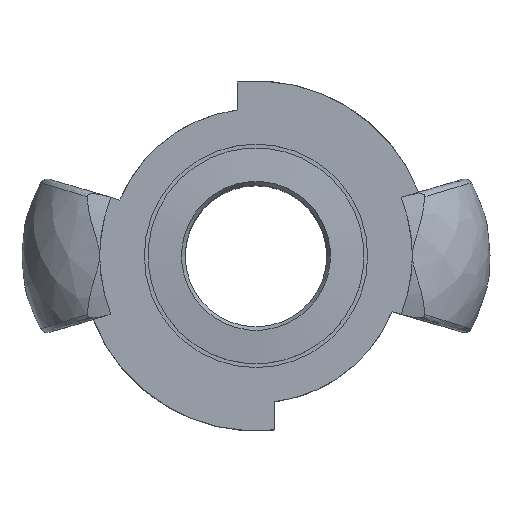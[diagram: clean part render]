
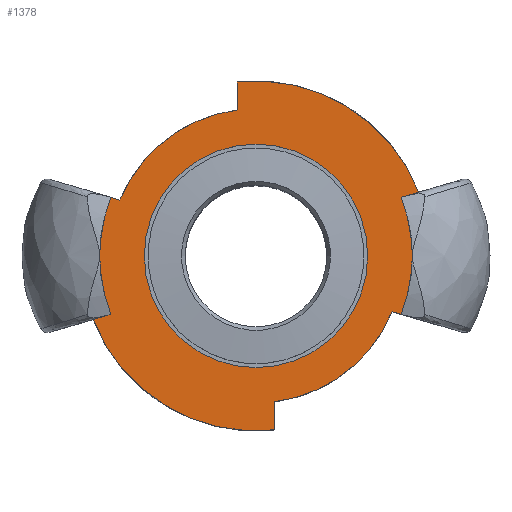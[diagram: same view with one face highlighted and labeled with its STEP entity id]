
A CAD part, top view. The second image highlights one B-rep face of the part: STEP entity #1378.
In plain terms, the highlighted planar face has unit normal (0, 0, 1).
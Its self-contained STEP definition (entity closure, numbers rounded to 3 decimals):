
#87=FACE_BOUND('',#270,.T.);
#109=PLANE('',#1532);
#193=FACE_OUTER_BOUND('',#269,.T.);
#269=EDGE_LOOP('',(#1156,#1157,#1158,#1159,#1160,#1161,#1162,#1163,#1164,
#1165,#1166,#1167));
#270=EDGE_LOOP('',(#1168,#1169));
#299=LINE('',#2124,#358);
#305=LINE('',#2217,#364);
#311=LINE('',#2308,#370);
#317=LINE('',#2401,#376);
#326=LINE('',#2960,#385);
#332=LINE('',#3010,#391);
#358=VECTOR('',#1699,10.);
#364=VECTOR('',#1713,10.);
#370=VECTOR('',#1729,10.);
#376=VECTOR('',#1743,10.);
#385=VECTOR('',#1802,10.);
#391=VECTOR('',#1814,10.);
#454=CIRCLE('',#1494,15.);
#455=CIRCLE('',#1495,15.);
#459=CIRCLE('',#1501,19.75);
#462=CIRCLE('',#1505,19.75);
#466=CIRCLE('',#1516,23.5);
#469=CIRCLE('',#1522,23.483);
#473=CIRCLE('',#1533,25.5);
#474=CIRCLE('',#1534,25.5);
#539=VERTEX_POINT('',#2121);
#540=VERTEX_POINT('',#2123);
#552=VERTEX_POINT('',#2214);
#553=VERTEX_POINT('',#2216);
#564=VERTEX_POINT('',#2305);
#565=VERTEX_POINT('',#2307);
#577=VERTEX_POINT('',#2398);
#578=VERTEX_POINT('',#2400);
#586=VERTEX_POINT('',#2422);
#587=VERTEX_POINT('',#2423);
#593=VERTEX_POINT('',#2579);
#598=VERTEX_POINT('',#2625);
#607=VERTEX_POINT('',#2956);
#612=VERTEX_POINT('',#3006);
#696=EDGE_CURVE('',#539,#540,#299,.T.);
#711=EDGE_CURVE('',#552,#553,#305,.T.);
#725=EDGE_CURVE('',#564,#565,#311,.T.);
#740=EDGE_CURVE('',#577,#578,#317,.T.);
#750=EDGE_CURVE('',#586,#587,#454,.T.);
#751=EDGE_CURVE('',#587,#586,#455,.T.);
#763=EDGE_CURVE('',#565,#593,#459,.T.);
#769=EDGE_CURVE('',#540,#598,#462,.T.);
#785=EDGE_CURVE('',#607,#598,#326,.T.);
#793=EDGE_CURVE('',#612,#593,#332,.T.);
#800=EDGE_CURVE('',#577,#607,#466,.T.);
#803=EDGE_CURVE('',#552,#612,#469,.T.);
#813=EDGE_CURVE('',#553,#539,#473,.T.);
#814=EDGE_CURVE('',#578,#564,#474,.T.);
#1156=ORIENTED_EDGE('',*,*,#800,.T.);
#1157=ORIENTED_EDGE('',*,*,#785,.T.);
#1158=ORIENTED_EDGE('',*,*,#769,.F.);
#1159=ORIENTED_EDGE('',*,*,#696,.F.);
#1160=ORIENTED_EDGE('',*,*,#813,.F.);
#1161=ORIENTED_EDGE('',*,*,#711,.F.);
#1162=ORIENTED_EDGE('',*,*,#803,.T.);
#1163=ORIENTED_EDGE('',*,*,#793,.T.);
#1164=ORIENTED_EDGE('',*,*,#763,.F.);
#1165=ORIENTED_EDGE('',*,*,#725,.F.);
#1166=ORIENTED_EDGE('',*,*,#814,.F.);
#1167=ORIENTED_EDGE('',*,*,#740,.F.);
#1168=ORIENTED_EDGE('',*,*,#750,.T.);
#1169=ORIENTED_EDGE('',*,*,#751,.T.);
#1378=ADVANCED_FACE('',(#193,#87),#109,.F.);
#1494=AXIS2_PLACEMENT_3D('',#2424,#1767,#1768);
#1495=AXIS2_PLACEMENT_3D('',#2425,#1769,#1770);
#1501=AXIS2_PLACEMENT_3D('',#2580,#1782,#1783);
#1505=AXIS2_PLACEMENT_3D('',#2626,#1791,#1792);
#1516=AXIS2_PLACEMENT_3D('',#3057,#1826,#1827);
#1522=AXIS2_PLACEMENT_3D('',#3063,#1838,#1839);
#1532=AXIS2_PLACEMENT_3D('',#3117,#1862,#1863);
#1533=AXIS2_PLACEMENT_3D('',#3118,#1864,#1865);
#1534=AXIS2_PLACEMENT_3D('',#3119,#1866,#1867);
#1699=DIRECTION('',(-0.96,0.281,0.));
#1713=DIRECTION('',(0.96,0.281,0.));
#1729=DIRECTION('',(0.96,-0.281,0.));
#1743=DIRECTION('',(-0.96,-0.281,0.));
#1767=DIRECTION('center_axis',(0.,0.,-1.));
#1768=DIRECTION('ref_axis',(0.,-1.,0.));
#1769=DIRECTION('center_axis',(0.,0.,-1.));
#1770=DIRECTION('ref_axis',(0.,-1.,0.));
#1782=DIRECTION('center_axis',(0.,0.,-1.));
#1783=DIRECTION('ref_axis',(-1.,0.,0.));
#1791=DIRECTION('center_axis',(0.,0.,-1.));
#1792=DIRECTION('ref_axis',(-1.,0.,0.));
#1802=DIRECTION('',(0.,1.,0.));
#1814=DIRECTION('',(0.,-1.,0.));
#1826=DIRECTION('center_axis',(0.,0.,1.));
#1827=DIRECTION('ref_axis',(-0.766,-0.643,0.));
#1838=DIRECTION('center_axis',(0.,0.,1.));
#1839=DIRECTION('ref_axis',(0.763,0.646,0.));
#1862=DIRECTION('center_axis',(0.,0.,-1.));
#1863=DIRECTION('ref_axis',(-1.,0.,0.));
#1864=DIRECTION('center_axis',(0.,0.,-1.));
#1865=DIRECTION('ref_axis',(0.,-1.,0.));
#1866=DIRECTION('center_axis',(0.,0.,-1.));
#1867=DIRECTION('ref_axis',(0.,-1.,0.));
#2121=CARTESIAN_POINT('',(23.813,-9.122,0.));
#2123=CARTESIAN_POINT('',(18.271,-7.5,0.));
#2124=CARTESIAN_POINT('',(15.689,-6.745,0.));
#2214=CARTESIAN_POINT('',(21.87,8.553,0.));
#2216=CARTESIAN_POINT('',(23.813,9.122,0.));
#2217=CARTESIAN_POINT('',(7.127,4.239,0.));
#2305=CARTESIAN_POINT('',(-23.813,9.122,0.));
#2307=CARTESIAN_POINT('',(-18.271,7.5,0.));
#2308=CARTESIAN_POINT('',(-12.252,5.739,0.));
#2398=CARTESIAN_POINT('',(-21.886,-8.558,0.));
#2400=CARTESIAN_POINT('',(-23.813,-9.122,0.));
#2401=CARTESIAN_POINT('',(-10.563,-5.245,0.));
#2422=CARTESIAN_POINT('',(0.,-15.,0.));
#2423=CARTESIAN_POINT('',(0.,15.,0.));
#2424=CARTESIAN_POINT('Origin',(0.,0.,0.));
#2425=CARTESIAN_POINT('Origin',(0.,0.,0.));
#2579=CARTESIAN_POINT('',(-2.5,19.591,0.));
#2580=CARTESIAN_POINT('Origin',(0.,0.,0.));
#2625=CARTESIAN_POINT('',(2.5,-19.591,0.));
#2626=CARTESIAN_POINT('Origin',(0.,0.,0.));
#2956=CARTESIAN_POINT('',(2.5,-23.367,0.));
#2960=CARTESIAN_POINT('',(2.5,0.,0.));
#3006=CARTESIAN_POINT('',(-2.5,23.35,0.));
#3010=CARTESIAN_POINT('',(-2.5,0.,0.));
#3057=CARTESIAN_POINT('Origin',(0.,0.,0.));
#3063=CARTESIAN_POINT('Origin',(0.,0.,0.));
#3117=CARTESIAN_POINT('Origin',(0.,-12.75,0.));
#3118=CARTESIAN_POINT('Origin',(0.,0.,0.));
#3119=CARTESIAN_POINT('Origin',(0.,0.,0.));
